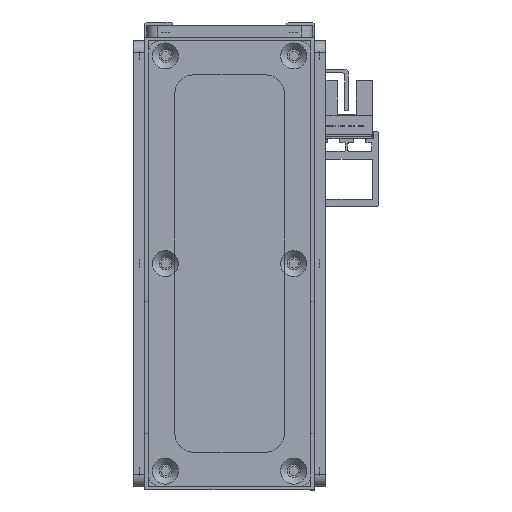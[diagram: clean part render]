
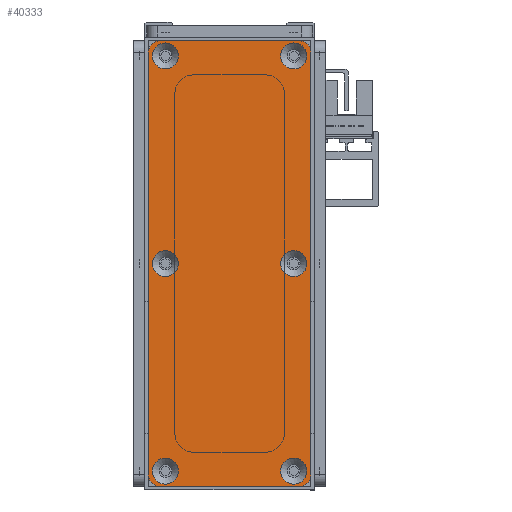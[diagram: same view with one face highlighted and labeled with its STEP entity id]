
A CAD part, front view. The second image highlights one B-rep face of the part: STEP entity #40333.
In plain terms, the highlighted face is planar.
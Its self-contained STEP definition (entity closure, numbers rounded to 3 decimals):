
#586=FACE_BOUND('',#6315,.T.);
#587=FACE_BOUND('',#6316,.T.);
#588=FACE_BOUND('',#6317,.T.);
#589=FACE_BOUND('',#6318,.T.);
#590=FACE_BOUND('',#6319,.T.);
#591=FACE_BOUND('',#6320,.T.);
#1412=PLANE('',#43604);
#3898=FACE_OUTER_BOUND('',#6314,.T.);
#6314=EDGE_LOOP('',(#32520,#32521,#32522,#32523,#32524,#32525,#32526,#32527));
#6315=EDGE_LOOP('',(#32528));
#6316=EDGE_LOOP('',(#32529));
#6317=EDGE_LOOP('',(#32530));
#6318=EDGE_LOOP('',(#32531));
#6319=EDGE_LOOP('',(#32532));
#6320=EDGE_LOOP('',(#32533));
#9173=LINE('',#62579,#13824);
#9177=LINE('',#62591,#13828);
#9181=LINE('',#62603,#13832);
#9185=LINE('',#62613,#13836);
#13824=VECTOR('',#50040,10.);
#13828=VECTOR('',#50052,10.);
#13832=VECTOR('',#50064,10.);
#13836=VECTOR('',#50076,10.);
#17748=CIRCLE('',#43558,3.45);
#17751=CIRCLE('',#43563,3.45);
#17754=CIRCLE('',#43568,3.45);
#17757=CIRCLE('',#43573,3.45);
#17760=CIRCLE('',#43578,3.45);
#17763=CIRCLE('',#43583,3.45);
#17767=CIRCLE('',#43589,3.);
#17769=CIRCLE('',#43593,3.);
#17771=CIRCLE('',#43597,3.);
#17773=CIRCLE('',#43601,3.);
#19589=VERTEX_POINT('',#62507);
#19592=VERTEX_POINT('',#62517);
#19595=VERTEX_POINT('',#62527);
#19598=VERTEX_POINT('',#62537);
#19601=VERTEX_POINT('',#62547);
#19604=VERTEX_POINT('',#62557);
#19609=VERTEX_POINT('',#62570);
#19610=VERTEX_POINT('',#62572);
#19612=VERTEX_POINT('',#62578);
#19614=VERTEX_POINT('',#62584);
#19616=VERTEX_POINT('',#62590);
#19618=VERTEX_POINT('',#62596);
#19620=VERTEX_POINT('',#62602);
#19622=VERTEX_POINT('',#62608);
#24243=EDGE_CURVE('',#19589,#19589,#17748,.T.);
#24248=EDGE_CURVE('',#19592,#19592,#17751,.T.);
#24253=EDGE_CURVE('',#19595,#19595,#17754,.T.);
#24258=EDGE_CURVE('',#19598,#19598,#17757,.T.);
#24263=EDGE_CURVE('',#19601,#19601,#17760,.T.);
#24268=EDGE_CURVE('',#19604,#19604,#17763,.T.);
#24275=EDGE_CURVE('',#19610,#19609,#17767,.T.);
#24278=EDGE_CURVE('',#19612,#19610,#9173,.T.);
#24281=EDGE_CURVE('',#19614,#19612,#17769,.T.);
#24284=EDGE_CURVE('',#19616,#19614,#9177,.T.);
#24287=EDGE_CURVE('',#19618,#19616,#17771,.T.);
#24290=EDGE_CURVE('',#19620,#19618,#9181,.T.);
#24293=EDGE_CURVE('',#19622,#19620,#17773,.T.);
#24296=EDGE_CURVE('',#19609,#19622,#9185,.T.);
#32520=ORIENTED_EDGE('',*,*,#24296,.T.);
#32521=ORIENTED_EDGE('',*,*,#24293,.T.);
#32522=ORIENTED_EDGE('',*,*,#24290,.T.);
#32523=ORIENTED_EDGE('',*,*,#24287,.T.);
#32524=ORIENTED_EDGE('',*,*,#24284,.T.);
#32525=ORIENTED_EDGE('',*,*,#24281,.T.);
#32526=ORIENTED_EDGE('',*,*,#24278,.T.);
#32527=ORIENTED_EDGE('',*,*,#24275,.T.);
#32528=ORIENTED_EDGE('',*,*,#24243,.T.);
#32529=ORIENTED_EDGE('',*,*,#24248,.T.);
#32530=ORIENTED_EDGE('',*,*,#24253,.T.);
#32531=ORIENTED_EDGE('',*,*,#24258,.T.);
#32532=ORIENTED_EDGE('',*,*,#24263,.T.);
#32533=ORIENTED_EDGE('',*,*,#24268,.T.);
#40333=ADVANCED_FACE('',(#3898,#586,#587,#588,#589,#590,#591),#1412,.T.);
#43558=AXIS2_PLACEMENT_3D('',#62508,#49959,#49960);
#43563=AXIS2_PLACEMENT_3D('',#62518,#49971,#49972);
#43568=AXIS2_PLACEMENT_3D('',#62528,#49983,#49984);
#43573=AXIS2_PLACEMENT_3D('',#62538,#49995,#49996);
#43578=AXIS2_PLACEMENT_3D('',#62548,#50007,#50008);
#43583=AXIS2_PLACEMENT_3D('',#62558,#50019,#50020);
#43589=AXIS2_PLACEMENT_3D('',#62573,#50034,#50035);
#43593=AXIS2_PLACEMENT_3D('',#62585,#50046,#50047);
#43597=AXIS2_PLACEMENT_3D('',#62597,#50058,#50059);
#43601=AXIS2_PLACEMENT_3D('',#62609,#50070,#50071);
#43604=AXIS2_PLACEMENT_3D('',#62615,#50079,#50080);
#49959=DIRECTION('center_axis',(0.,0.,-1.));
#49960=DIRECTION('ref_axis',(1.,0.,0.));
#49971=DIRECTION('center_axis',(0.,0.,-1.));
#49972=DIRECTION('ref_axis',(1.,0.,0.));
#49983=DIRECTION('center_axis',(0.,0.,-1.));
#49984=DIRECTION('ref_axis',(1.,0.,0.));
#49995=DIRECTION('center_axis',(0.,0.,-1.));
#49996=DIRECTION('ref_axis',(1.,0.,0.));
#50007=DIRECTION('center_axis',(0.,0.,-1.));
#50008=DIRECTION('ref_axis',(1.,0.,0.));
#50019=DIRECTION('center_axis',(0.,0.,-1.));
#50020=DIRECTION('ref_axis',(1.,0.,0.));
#50034=DIRECTION('center_axis',(0.,0.,1.));
#50035=DIRECTION('ref_axis',(-1.,0.,0.));
#50040=DIRECTION('',(0.,1.,0.));
#50046=DIRECTION('center_axis',(0.,0.,1.));
#50047=DIRECTION('ref_axis',(0.,1.,0.));
#50052=DIRECTION('',(1.,0.,0.));
#50058=DIRECTION('center_axis',(0.,0.,1.));
#50059=DIRECTION('ref_axis',(1.,0.,0.));
#50064=DIRECTION('',(0.,-1.,0.));
#50070=DIRECTION('center_axis',(0.,0.,1.));
#50071=DIRECTION('ref_axis',(0.,-1.,0.));
#50076=DIRECTION('',(-1.,0.,0.));
#50079=DIRECTION('center_axis',(0.,0.,1.));
#50080=DIRECTION('ref_axis',(1.,0.,0.));
#62507=CARTESIAN_POINT('',(110.55,4.5,3.));
#62508=CARTESIAN_POINT('Origin',(114.,4.5,3.));
#62517=CARTESIAN_POINT('',(55.55,38.5,3.));
#62518=CARTESIAN_POINT('Origin',(59.,38.5,3.));
#62527=CARTESIAN_POINT('',(55.55,4.5,3.));
#62528=CARTESIAN_POINT('Origin',(59.,4.5,3.));
#62537=CARTESIAN_POINT('',(0.55,38.5,3.));
#62538=CARTESIAN_POINT('Origin',(4.,38.5,3.));
#62547=CARTESIAN_POINT('',(110.55,38.5,3.));
#62548=CARTESIAN_POINT('Origin',(114.,38.5,3.));
#62557=CARTESIAN_POINT('',(0.55,4.5,3.));
#62558=CARTESIAN_POINT('Origin',(4.,4.5,3.));
#62570=CARTESIAN_POINT('',(115.,43.,3.));
#62572=CARTESIAN_POINT('',(118.,40.,3.));
#62573=CARTESIAN_POINT('Origin',(115.,40.,3.));
#62578=CARTESIAN_POINT('',(118.,3.,3.));
#62579=CARTESIAN_POINT('',(118.,40.,3.));
#62584=CARTESIAN_POINT('',(115.,0.,3.));
#62585=CARTESIAN_POINT('Origin',(115.,3.,3.));
#62590=CARTESIAN_POINT('',(3.,0.,3.));
#62591=CARTESIAN_POINT('',(115.,0.,3.));
#62596=CARTESIAN_POINT('',(0.,3.,3.));
#62597=CARTESIAN_POINT('Origin',(3.,3.,3.));
#62602=CARTESIAN_POINT('',(0.,40.,3.));
#62603=CARTESIAN_POINT('',(0.,3.,3.));
#62608=CARTESIAN_POINT('',(3.,43.,3.));
#62609=CARTESIAN_POINT('Origin',(3.,40.,3.));
#62613=CARTESIAN_POINT('',(3.,43.,3.));
#62615=CARTESIAN_POINT('Origin',(59.,21.5,3.));
